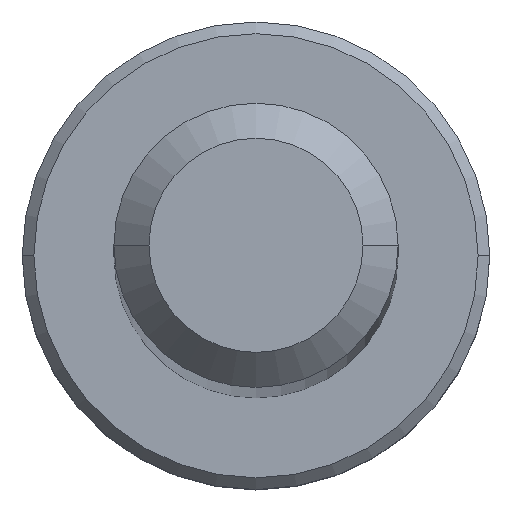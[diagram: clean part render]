
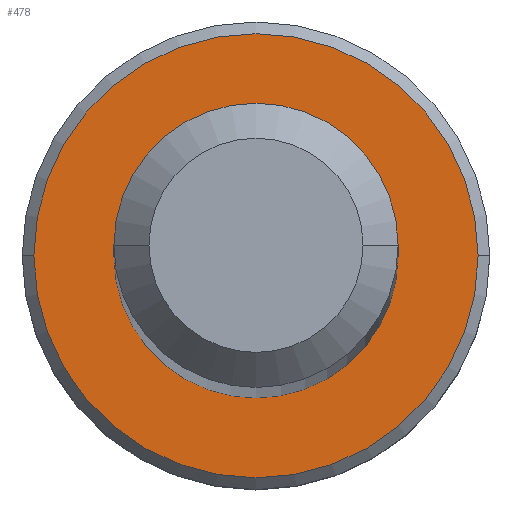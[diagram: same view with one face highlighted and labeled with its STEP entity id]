
A CAD part, top view. The second image highlights one B-rep face of the part: STEP entity #478.
In plain terms, the highlighted planar face has unit normal (0, 0, 1).
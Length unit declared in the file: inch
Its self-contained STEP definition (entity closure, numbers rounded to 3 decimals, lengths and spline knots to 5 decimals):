
#2 = EDGE_CURVE ( 'NONE', #766, #274, #718, .T. ) ;
#28 = CARTESIAN_POINT ( 'NONE',  ( 0., 0., -4. ) ) ;
#71 = ORIENTED_EDGE ( 'NONE', *, *, #534, .F. ) ;
#77 = AXIS2_PLACEMENT_3D ( 'NONE', #656, #286, #419 ) ;
#80 = EDGE_LOOP ( 'NONE', ( #355, #241 ) ) ;
#87 = CIRCLE ( 'NONE', #77, 0.14844 ) ;
#154 = EDGE_CURVE ( 'NONE', #751, #491, #87, .T. ) ;
#155 = CARTESIAN_POINT ( 'NONE',  ( 0.14844, 0., -4. ) ) ;
#165 = EDGE_LOOP ( 'NONE', ( #395, #71 ) ) ;
#210 = DIRECTION ( 'NONE',  ( 0., 0., 1. ) ) ;
#241 = ORIENTED_EDGE ( 'NONE', *, *, #315, .T. ) ;
#271 = AXIS2_PLACEMENT_3D ( 'NONE', #765, #292, #518 ) ;
#274 = VERTEX_POINT ( 'NONE', #554 ) ;
#279 = CARTESIAN_POINT ( 'NONE',  ( 0., 0., -4. ) ) ;
#286 = DIRECTION ( 'NONE',  ( 0., 0., 1. ) ) ;
#292 = DIRECTION ( 'NONE',  ( 0., 0., 1. ) ) ;
#315 = EDGE_CURVE ( 'NONE', #491, #751, #374, .T. ) ;
#355 = ORIENTED_EDGE ( 'NONE', *, *, #154, .T. ) ;
#359 = AXIS2_PLACEMENT_3D ( 'NONE', #747, #544, #791 ) ;
#374 = CIRCLE ( 'NONE', #359, 0.14844 ) ;
#395 = ORIENTED_EDGE ( 'NONE', *, *, #2, .F. ) ;
#419 = DIRECTION ( 'NONE',  ( -1., 0., 0. ) ) ;
#445 = CARTESIAN_POINT ( 'NONE',  ( 0.095, 0., -4. ) ) ;
#460 = DIRECTION ( 'NONE',  ( -1., 0., 0. ) ) ;
#478 = ADVANCED_FACE ( 'NONE', ( #703, #683 ), #619, .F. ) ;
#491 = VERTEX_POINT ( 'NONE', #155 ) ;
#518 = DIRECTION ( 'NONE',  ( -1., 0., 0. ) ) ;
#527 = DIRECTION ( 'NONE',  ( 0., 0., -1. ) ) ;
#534 = EDGE_CURVE ( 'NONE', #274, #766, #626, .T. ) ;
#544 = DIRECTION ( 'NONE',  ( 0., 0., 1. ) ) ;
#554 = CARTESIAN_POINT ( 'NONE',  ( -0.095, 0., -4. ) ) ;
#594 = DIRECTION ( 'NONE',  ( -1., 0., 0. ) ) ;
#613 = AXIS2_PLACEMENT_3D ( 'NONE', #28, #527, #594 ) ;
#619 = PLANE ( 'NONE',  #613 ) ;
#623 = AXIS2_PLACEMENT_3D ( 'NONE', #279, #210, #460 ) ;
#626 = CIRCLE ( 'NONE', #271, 0.095 ) ;
#656 = CARTESIAN_POINT ( 'NONE',  ( 0., 0., -4. ) ) ;
#665 = CARTESIAN_POINT ( 'NONE',  ( -0.14844, 0., -4. ) ) ;
#683 = FACE_BOUND ( 'NONE', #165, .T. ) ;
#703 = FACE_OUTER_BOUND ( 'NONE', #80, .T. ) ;
#718 = CIRCLE ( 'NONE', #623, 0.095 ) ;
#747 = CARTESIAN_POINT ( 'NONE',  ( 0., 0., -4. ) ) ;
#751 = VERTEX_POINT ( 'NONE', #665 ) ;
#765 = CARTESIAN_POINT ( 'NONE',  ( 0., 0., -4. ) ) ;
#766 = VERTEX_POINT ( 'NONE', #445 ) ;
#791 = DIRECTION ( 'NONE',  ( -1., 0., 0. ) ) ;
